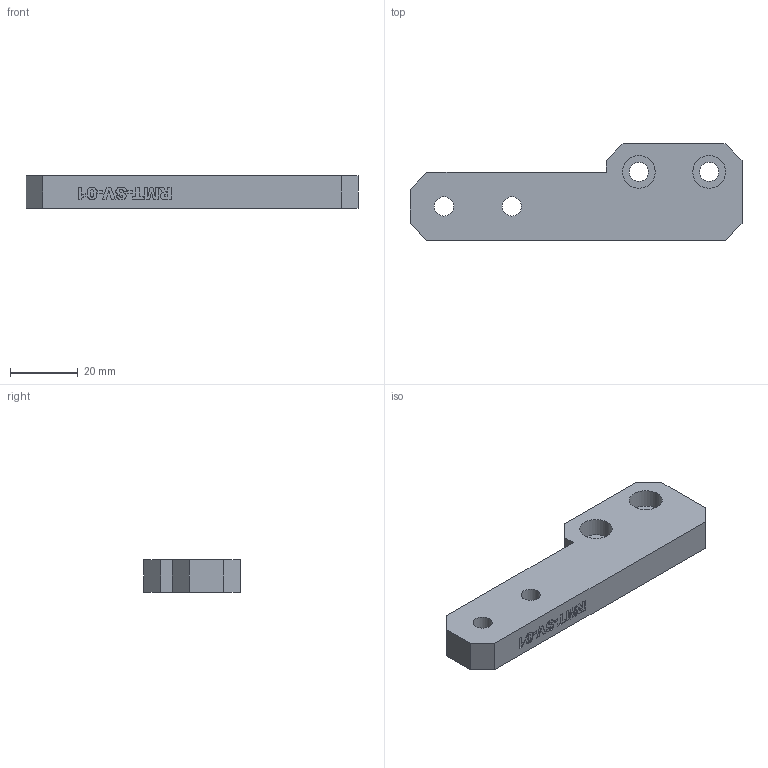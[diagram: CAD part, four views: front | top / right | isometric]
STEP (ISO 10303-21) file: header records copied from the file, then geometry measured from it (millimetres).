
FILE_DESCRIPTION(/* description */ (''),/* implementation_level */ '2;1');
FILE_NAME(/* name */ 'Solenoid Valve Mount (4V210-08) (RMT-SV-01).step',/* time_stamp */ '2024-02-18T09:56:04+05:00',/* author */ (''),/* organization */ (''),/* preprocessor_version */ 'ST-DEVELOPER v20',/* originating_system */ 'Autodesk Translation Framework v12.20.1.177',/* authorisation */ '');
FILE_SCHEMA (('AUTOMOTIVE_DESIGN { 1 0 10303 214 3 1 1 }'));
Length unit declared in the file: millimetre
Products named in the file (1): Solenoid Valve Mount (4V210-08)
Bounding box: 97.67 x 28.5 x 9.5 mm (x, y, z)
Volume: 19151.3 mm3; surface area: 7549.4 mm2
Topology: 1 solids, 1 shells, 441 faces, 1200 edges, 800 vertices
Faces by surface type: bspline 239, plane 194, cylinder 8
Full cylindrical faces by diameter (mm): 5.65 x4, 9.65 x4
Entity records: 16069 total; most frequent: CARTESIAN_POINT 6505, ORIENTED_EDGE 2400, EDGE_CURVE 1200, DIRECTION 1144, VERTEX_POINT 800, LINE 706, VECTOR 706, EDGE_LOOP 488
